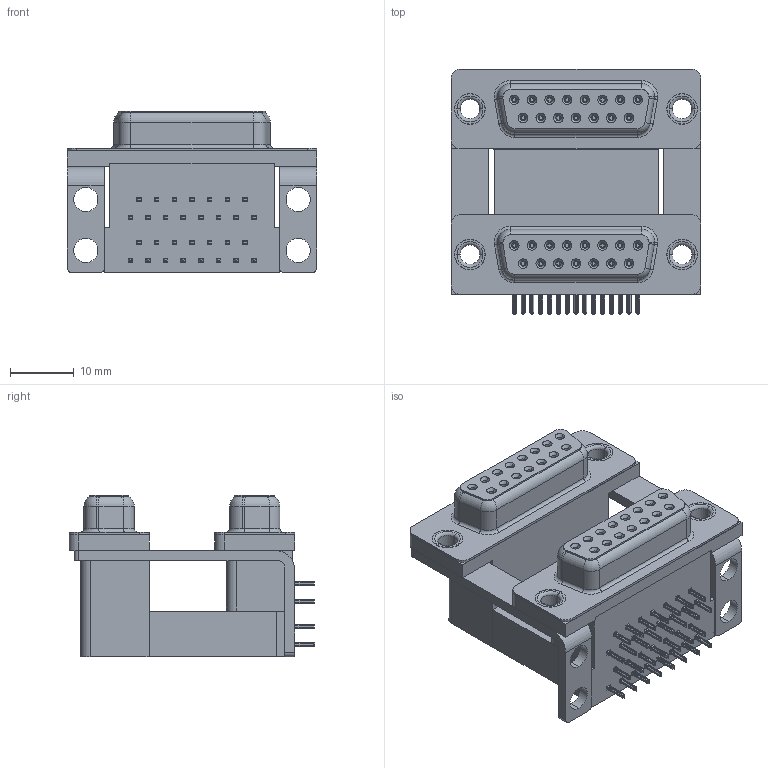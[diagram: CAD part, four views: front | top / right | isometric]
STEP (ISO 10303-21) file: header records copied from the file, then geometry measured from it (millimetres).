
FILE_DESCRIPTION (( 'STEP AP203' ), '1' );
FILE_NAME ('662-015-264-000.STEP', '2022-06-16T21:08:57', ( '' ), ( '' ), 'SwSTEP 2.0', 'SolidWorks 2020', '' );
FILE_SCHEMA (( 'CONFIG_CONTROL_DESIGN' ));
Length unit declared in the file: millimetre
Products named in the file (11): 662 Housing Lower_15 Contacts; 662 Contact Bottom Lower; 662-015-264-000; 662 Housing Upper_15 Contacts H; 662 Contact Top Upper_H; 662 Mounting Bracket_NoneH; 662 Contact Top Lower; 662 Thru Hole Rivet; 662 Contact Bottom Upper_H; 662 Housing Spacer_15 Contacts H; 662 Shell_15 Contacts
Assembly tree (41 placements, depth 2):
  662-015-264-000
    662 Housing Lower_15 Contacts
    662 Housing Spacer_15 Contacts H
    662 Housing Upper_15 Contacts H
    662 Shell_15 Contacts  x2
    662 Contact Bottom Lower  x7
    662 Contact Top Lower  x8
    662 Contact Bottom Upper_H  x7
    662 Contact Top Upper_H  x8
    662 Mounting Bracket_NoneH  x2
    662 Thru Hole Rivet  x4
Bounding box: 39.19 x 38.59 x 25.4 mm (x, y, z)
Volume: 16733.3 mm3; surface area: 18546 mm2
Topology: 41 solids, 41 shells, 4778 faces, 12502 edges, 7848 vertices
Faces by surface type: plane 2196, cylinder 1138, bspline 1024, cone 360, torus 60
Entity records: 46266 total; most frequent: CARTESIAN_POINT 13833, ORIENTED_EDGE 6550, DIRECTION 5755, EDGE_CURVE 3275, VECTOR 2215, LINE 2215, VERTEX_POINT 2092, AXIS2_PLACEMENT_3D 1770
